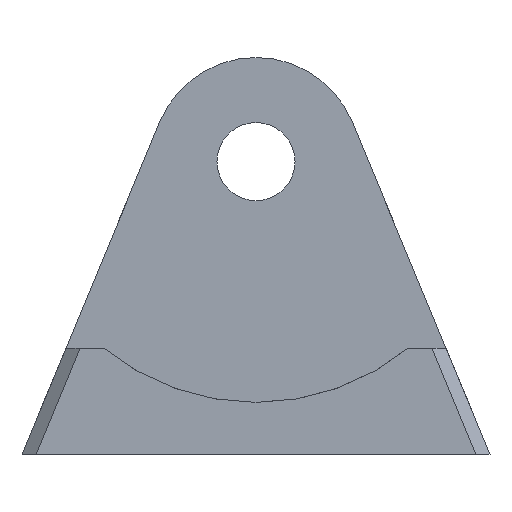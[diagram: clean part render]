
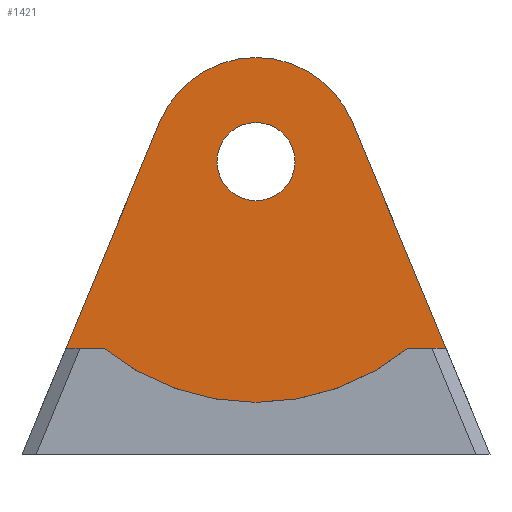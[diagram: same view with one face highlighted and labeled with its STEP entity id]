
A CAD part, front view. The second image highlights one B-rep face of the part: STEP entity #1421.
In plain terms, the highlighted planar face has unit normal (0, -1, 0).
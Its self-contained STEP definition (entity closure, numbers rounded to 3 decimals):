
#32 = PLANE('',#33);
#33 = AXIS2_PLACEMENT_3D('',#34,#35,#36);
#34 = CARTESIAN_POINT('',(163.757,-287.45,
    29.194));
#35 = DIRECTION('',(0.924,0.,0.383));
#36 = DIRECTION('',(-0.383,0.,0.924));
#85 = VERTEX_POINT('',#86);
#86 = CARTESIAN_POINT('',(157.391,-284.,44.561));
#100 = CYLINDRICAL_SURFACE('',#101,8.);
#101 = AXIS2_PLACEMENT_3D('',#102,#103,#104);
#102 = CARTESIAN_POINT('',(150.,-281.,41.5));
#103 = DIRECTION('',(0.,1.,0.));
#104 = DIRECTION('',(1.,0.,0.));
#112 = EDGE_CURVE('',#85,#113,#115,.T.);
#113 = VERTEX_POINT('',#114);
#114 = CARTESIAN_POINT('',(164.603,-284.,27.15));
#115 = SURFACE_CURVE('',#116,(#120,#127),.PCURVE_S1.);
#116 = LINE('',#117,#118);
#117 = CARTESIAN_POINT('',(157.391,-284.,44.561));
#118 = VECTOR('',#119,1.);
#119 = DIRECTION('',(0.383,0.,-0.924)
  );
#120 = PCURVE('',#32,#121);
#121 = DEFINITIONAL_REPRESENTATION('',(#122),#126);
#122 = LINE('',#123,#124);
#123 = CARTESIAN_POINT('',(16.634,-3.45));
#124 = VECTOR('',#125,1.);
#125 = DIRECTION('',(-1.,0.));
#126 = ( GEOMETRIC_REPRESENTATION_CONTEXT(2) 
PARAMETRIC_REPRESENTATION_CONTEXT() REPRESENTATION_CONTEXT('2D SPACE',''
  ) );
#127 = PCURVE('',#128,#133);
#128 = PLANE('',#129);
#129 = AXIS2_PLACEMENT_3D('',#130,#131,#132);
#130 = CARTESIAN_POINT('',(150.,-284.,34.505));
#131 = DIRECTION('',(0.,-1.,0.));
#132 = DIRECTION('',(0.,0.,-1.));
#133 = DEFINITIONAL_REPRESENTATION('',(#134),#138);
#134 = LINE('',#135,#136);
#135 = CARTESIAN_POINT('',(-10.057,7.391));
#136 = VECTOR('',#137,1.);
#137 = DIRECTION('',(0.924,0.383));
#138 = ( GEOMETRIC_REPRESENTATION_CONTEXT(2) 
PARAMETRIC_REPRESENTATION_CONTEXT() REPRESENTATION_CONTEXT('2D SPACE',''
  ) );
#156 = PLANE('',#157);
#157 = AXIS2_PLACEMENT_3D('',#158,#159,#160);
#158 = CARTESIAN_POINT('',(164.603,-299.5,27.15));
#159 = DIRECTION('',(0.,0.,1.));
#160 = DIRECTION('',(-1.,0.,0.));
#523 = PLANE('',#524);
#524 = AXIS2_PLACEMENT_3D('',#525,#526,#527);
#525 = CARTESIAN_POINT('',(136.243,-287.45,
    29.194));
#526 = DIRECTION('',(-0.924,0.,0.383)
  );
#527 = DIRECTION('',(-0.383,0.,-0.924));
#1091 = CYLINDRICAL_SURFACE('',#1092,3.);
#1092 = AXIS2_PLACEMENT_3D('',#1093,#1094,#1095);
#1093 = CARTESIAN_POINT('',(150.,-281.,41.5));
#1094 = DIRECTION('',(0.,1.,0.));
#1095 = DIRECTION('',(1.,0.,0.));
#1246 = EDGE_CURVE('',#85,#1247,#1249,.T.);
#1247 = VERTEX_POINT('',#1248);
#1248 = CARTESIAN_POINT('',(142.609,-284.,44.561));
#1249 = SURFACE_CURVE('',#1250,(#1255,#1262),.PCURVE_S1.);
#1250 = CIRCLE('',#1251,8.);
#1251 = AXIS2_PLACEMENT_3D('',#1252,#1253,#1254);
#1252 = CARTESIAN_POINT('',(150.,-284.,41.5));
#1253 = DIRECTION('',(0.,-1.,0.));
#1254 = DIRECTION('',(1.,0.,0.));
#1255 = PCURVE('',#100,#1256);
#1256 = DEFINITIONAL_REPRESENTATION('',(#1257),#1261);
#1257 = LINE('',#1258,#1259);
#1258 = CARTESIAN_POINT('',(-0.,-3.));
#1259 = VECTOR('',#1260,1.);
#1260 = DIRECTION('',(-1.,0.));
#1261 = ( GEOMETRIC_REPRESENTATION_CONTEXT(2) 
PARAMETRIC_REPRESENTATION_CONTEXT() REPRESENTATION_CONTEXT('2D SPACE',''
  ) );
#1262 = PCURVE('',#128,#1263);
#1263 = DEFINITIONAL_REPRESENTATION('',(#1264),#1268);
#1264 = CIRCLE('',#1265,8.);
#1265 = AXIS2_PLACEMENT_2D('',#1266,#1267);
#1266 = CARTESIAN_POINT('',(-6.995,0.));
#1267 = DIRECTION('',(0.,1.));
#1268 = ( GEOMETRIC_REPRESENTATION_CONTEXT(2) 
PARAMETRIC_REPRESENTATION_CONTEXT() REPRESENTATION_CONTEXT('2D SPACE',''
  ) );
#1421 = ADVANCED_FACE('',(#1422,#1527),#128,.T.);
#1422 = FACE_BOUND('',#1423,.T.);
#1423 = EDGE_LOOP('',(#1424,#1425,#1426,#1449,#1477,#1506));
#1424 = ORIENTED_EDGE('',*,*,#112,.F.);
#1425 = ORIENTED_EDGE('',*,*,#1246,.T.);
#1426 = ORIENTED_EDGE('',*,*,#1427,.F.);
#1427 = EDGE_CURVE('',#1428,#1247,#1430,.T.);
#1428 = VERTEX_POINT('',#1429);
#1429 = CARTESIAN_POINT('',(135.397,-284.,27.15));
#1430 = SURFACE_CURVE('',#1431,(#1435,#1442),.PCURVE_S1.);
#1431 = LINE('',#1432,#1433);
#1432 = CARTESIAN_POINT('',(137.256,-284.,31.639));
#1433 = VECTOR('',#1434,1.);
#1434 = DIRECTION('',(0.383,0.,0.924)
  );
#1435 = PCURVE('',#128,#1436);
#1436 = DEFINITIONAL_REPRESENTATION('',(#1437),#1441);
#1437 = LINE('',#1438,#1439);
#1438 = CARTESIAN_POINT('',(2.866,-12.744));
#1439 = VECTOR('',#1440,1.);
#1440 = DIRECTION('',(-0.924,0.383));
#1441 = ( GEOMETRIC_REPRESENTATION_CONTEXT(2) 
PARAMETRIC_REPRESENTATION_CONTEXT() REPRESENTATION_CONTEXT('2D SPACE',''
  ) );
#1442 = PCURVE('',#523,#1443);
#1443 = DEFINITIONAL_REPRESENTATION('',(#1444),#1448);
#1444 = LINE('',#1445,#1446);
#1445 = CARTESIAN_POINT('',(-2.647,-3.45));
#1446 = VECTOR('',#1447,1.);
#1447 = DIRECTION('',(-1.,0.));
#1448 = ( GEOMETRIC_REPRESENTATION_CONTEXT(2) 
PARAMETRIC_REPRESENTATION_CONTEXT() REPRESENTATION_CONTEXT('2D SPACE',''
  ) );
#1449 = ORIENTED_EDGE('',*,*,#1450,.F.);
#1450 = EDGE_CURVE('',#1451,#1428,#1453,.T.);
#1451 = VERTEX_POINT('',#1452);
#1452 = CARTESIAN_POINT('',(138.324,-284.,27.15));
#1453 = SURFACE_CURVE('',#1454,(#1458,#1465),.PCURVE_S1.);
#1454 = LINE('',#1455,#1456);
#1455 = CARTESIAN_POINT('',(157.301,-284.,27.15));
#1456 = VECTOR('',#1457,1.);
#1457 = DIRECTION('',(-1.,0.,0.));
#1458 = PCURVE('',#128,#1459);
#1459 = DEFINITIONAL_REPRESENTATION('',(#1460),#1464);
#1460 = LINE('',#1461,#1462);
#1461 = CARTESIAN_POINT('',(7.355,7.301));
#1462 = VECTOR('',#1463,1.);
#1463 = DIRECTION('',(0.,-1.));
#1464 = ( GEOMETRIC_REPRESENTATION_CONTEXT(2) 
PARAMETRIC_REPRESENTATION_CONTEXT() REPRESENTATION_CONTEXT('2D SPACE',''
  ) );
#1465 = PCURVE('',#1466,#1471);
#1466 = PLANE('',#1467);
#1467 = AXIS2_PLACEMENT_3D('',#1468,#1469,#1470);
#1468 = CARTESIAN_POINT('',(164.603,-299.5,27.15));
#1469 = DIRECTION('',(0.,0.,1.));
#1470 = DIRECTION('',(-1.,0.,0.));
#1471 = DEFINITIONAL_REPRESENTATION('',(#1472),#1476);
#1472 = LINE('',#1473,#1474);
#1473 = CARTESIAN_POINT('',(7.301,-15.5));
#1474 = VECTOR('',#1475,1.);
#1475 = DIRECTION('',(1.,0.));
#1476 = ( GEOMETRIC_REPRESENTATION_CONTEXT(2) 
PARAMETRIC_REPRESENTATION_CONTEXT() REPRESENTATION_CONTEXT('2D SPACE',''
  ) );
#1477 = ORIENTED_EDGE('',*,*,#1478,.T.);
#1478 = EDGE_CURVE('',#1451,#1479,#1481,.T.);
#1479 = VERTEX_POINT('',#1480);
#1480 = CARTESIAN_POINT('',(161.676,-284.,27.15));
#1481 = SURFACE_CURVE('',#1482,(#1487,#1494),.PCURVE_S1.);
#1482 = CIRCLE('',#1483,18.5);
#1483 = AXIS2_PLACEMENT_3D('',#1484,#1485,#1486);
#1484 = CARTESIAN_POINT('',(150.,-284.,41.5));
#1485 = DIRECTION('',(0.,-1.,0.));
#1486 = DIRECTION('',(1.,0.,0.));
#1487 = PCURVE('',#128,#1488);
#1488 = DEFINITIONAL_REPRESENTATION('',(#1489),#1493);
#1489 = CIRCLE('',#1490,18.5);
#1490 = AXIS2_PLACEMENT_2D('',#1491,#1492);
#1491 = CARTESIAN_POINT('',(-6.995,0.));
#1492 = DIRECTION('',(0.,1.));
#1493 = ( GEOMETRIC_REPRESENTATION_CONTEXT(2) 
PARAMETRIC_REPRESENTATION_CONTEXT() REPRESENTATION_CONTEXT('2D SPACE',''
  ) );
#1494 = PCURVE('',#1495,#1500);
#1495 = CYLINDRICAL_SURFACE('',#1496,18.5);
#1496 = AXIS2_PLACEMENT_3D('',#1497,#1498,#1499);
#1497 = CARTESIAN_POINT('',(150.,-284.,41.5));
#1498 = DIRECTION('',(0.,1.,0.));
#1499 = DIRECTION('',(1.,0.,0.));
#1500 = DEFINITIONAL_REPRESENTATION('',(#1501),#1505);
#1501 = LINE('',#1502,#1503);
#1502 = CARTESIAN_POINT('',(-0.,0.));
#1503 = VECTOR('',#1504,1.);
#1504 = DIRECTION('',(-1.,0.));
#1505 = ( GEOMETRIC_REPRESENTATION_CONTEXT(2) 
PARAMETRIC_REPRESENTATION_CONTEXT() REPRESENTATION_CONTEXT('2D SPACE',''
  ) );
#1506 = ORIENTED_EDGE('',*,*,#1507,.F.);
#1507 = EDGE_CURVE('',#113,#1479,#1508,.T.);
#1508 = SURFACE_CURVE('',#1509,(#1513,#1520),.PCURVE_S1.);
#1509 = LINE('',#1510,#1511);
#1510 = CARTESIAN_POINT('',(157.301,-284.,27.15));
#1511 = VECTOR('',#1512,1.);
#1512 = DIRECTION('',(-1.,0.,0.));
#1513 = PCURVE('',#128,#1514);
#1514 = DEFINITIONAL_REPRESENTATION('',(#1515),#1519);
#1515 = LINE('',#1516,#1517);
#1516 = CARTESIAN_POINT('',(7.355,7.301));
#1517 = VECTOR('',#1518,1.);
#1518 = DIRECTION('',(0.,-1.));
#1519 = ( GEOMETRIC_REPRESENTATION_CONTEXT(2) 
PARAMETRIC_REPRESENTATION_CONTEXT() REPRESENTATION_CONTEXT('2D SPACE',''
  ) );
#1520 = PCURVE('',#156,#1521);
#1521 = DEFINITIONAL_REPRESENTATION('',(#1522),#1526);
#1522 = LINE('',#1523,#1524);
#1523 = CARTESIAN_POINT('',(7.301,-15.5));
#1524 = VECTOR('',#1525,1.);
#1525 = DIRECTION('',(1.,0.));
#1526 = ( GEOMETRIC_REPRESENTATION_CONTEXT(2) 
PARAMETRIC_REPRESENTATION_CONTEXT() REPRESENTATION_CONTEXT('2D SPACE',''
  ) );
#1527 = FACE_BOUND('',#1528,.T.);
#1528 = EDGE_LOOP('',(#1529));
#1529 = ORIENTED_EDGE('',*,*,#1530,.F.);
#1530 = EDGE_CURVE('',#1531,#1531,#1533,.T.);
#1531 = VERTEX_POINT('',#1532);
#1532 = CARTESIAN_POINT('',(153.,-284.,41.5));
#1533 = SURFACE_CURVE('',#1534,(#1539,#1546),.PCURVE_S1.);
#1534 = CIRCLE('',#1535,3.);
#1535 = AXIS2_PLACEMENT_3D('',#1536,#1537,#1538);
#1536 = CARTESIAN_POINT('',(150.,-284.,41.5));
#1537 = DIRECTION('',(0.,-1.,0.));
#1538 = DIRECTION('',(1.,0.,0.));
#1539 = PCURVE('',#128,#1540);
#1540 = DEFINITIONAL_REPRESENTATION('',(#1541),#1545);
#1541 = CIRCLE('',#1542,3.);
#1542 = AXIS2_PLACEMENT_2D('',#1543,#1544);
#1543 = CARTESIAN_POINT('',(-6.995,0.));
#1544 = DIRECTION('',(0.,1.));
#1545 = ( GEOMETRIC_REPRESENTATION_CONTEXT(2) 
PARAMETRIC_REPRESENTATION_CONTEXT() REPRESENTATION_CONTEXT('2D SPACE',''
  ) );
#1546 = PCURVE('',#1091,#1547);
#1547 = DEFINITIONAL_REPRESENTATION('',(#1548),#1552);
#1548 = LINE('',#1549,#1550);
#1549 = CARTESIAN_POINT('',(-0.,-3.));
#1550 = VECTOR('',#1551,1.);
#1551 = DIRECTION('',(-1.,0.));
#1552 = ( GEOMETRIC_REPRESENTATION_CONTEXT(2) 
PARAMETRIC_REPRESENTATION_CONTEXT() REPRESENTATION_CONTEXT('2D SPACE',''
  ) );
